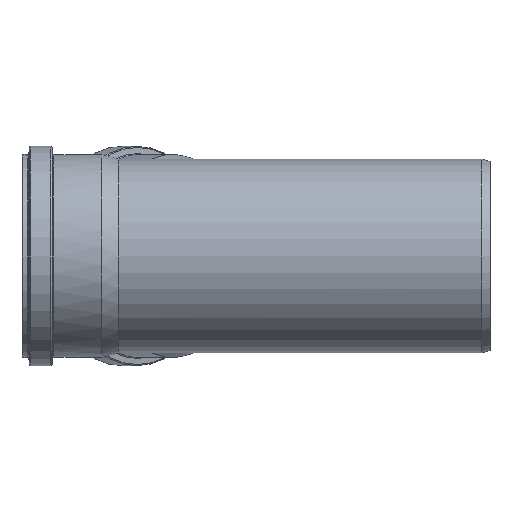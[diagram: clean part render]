
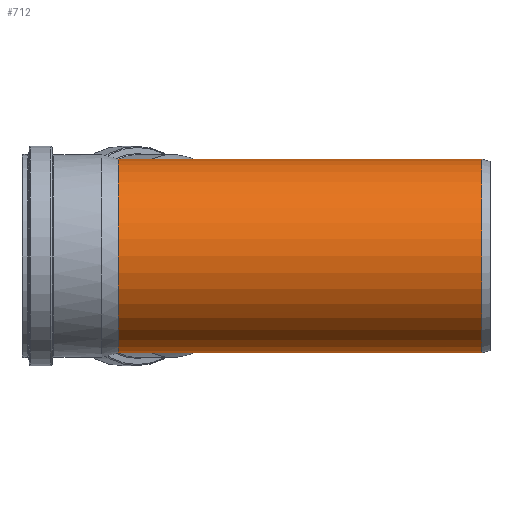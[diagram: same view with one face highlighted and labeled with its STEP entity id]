
A CAD part, left-side view. The second image highlights one B-rep face of the part: STEP entity #712.
In plain terms, the highlighted cylindrical face has radius 80.15 mm (diameter 160.3 mm), a full revolution.
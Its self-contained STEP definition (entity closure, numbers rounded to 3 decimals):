
#54=FACE_BOUND('',#262,.T.);
#109=CIRCLE('',#780,80.15);
#111=CIRCLE('',#783,80.15);
#163=CYLINDRICAL_SURFACE('',#782,80.15);
#181=ELLIPSE('',#769,87.074,80.15);
#183=ELLIPSE('',#771,213.911,80.15);
#184=ELLIPSE('',#772,213.911,80.15);
#198=FACE_OUTER_BOUND('',#261,.T.);
#261=EDGE_LOOP('',(#573));
#262=EDGE_LOOP('',(#574,#575,#576,#577,#578,#579));
#371=B_SPLINE_CURVE_WITH_KNOTS('',3,(#1207,#1208,#1209,#1210,#1211,#1212),
 .UNSPECIFIED.,.F.,.F.,(4,2,4),(0.,0.02,0.033),
 .UNSPECIFIED.);
#378=B_SPLINE_CURVE_WITH_KNOTS('',3,(#1467,#1468,#1469,#1470,#1471,#1472,
#1473,#1474),.UNSPECIFIED.,.F.,.F.,(4,2,2,4),(1.511,1.525,
1.544,1.564),.UNSPECIFIED.);
#387=VERTEX_POINT('',#1177);
#388=VERTEX_POINT('',#1206);
#392=VERTEX_POINT('',#1302);
#393=VERTEX_POINT('',#1303);
#394=VERTEX_POINT('',#1404);
#397=VERTEX_POINT('',#1462);
#403=VERTEX_POINT('',#1583);
#458=EDGE_CURVE('',#388,#387,#371,.T.);
#464=EDGE_CURVE('',#393,#392,#181,.T.);
#466=EDGE_CURVE('',#392,#387,#183,.T.);
#467=EDGE_CURVE('',#394,#393,#184,.T.);
#471=EDGE_CURVE('',#394,#397,#378,.T.);
#481=EDGE_CURVE('',#397,#388,#109,.T.);
#483=EDGE_CURVE('',#403,#403,#111,.T.);
#573=ORIENTED_EDGE('',*,*,#483,.F.);
#574=ORIENTED_EDGE('',*,*,#458,.T.);
#575=ORIENTED_EDGE('',*,*,#466,.F.);
#576=ORIENTED_EDGE('',*,*,#464,.F.);
#577=ORIENTED_EDGE('',*,*,#467,.F.);
#578=ORIENTED_EDGE('',*,*,#471,.T.);
#579=ORIENTED_EDGE('',*,*,#481,.T.);
#712=ADVANCED_FACE('',(#198,#54),#163,.T.);
#769=AXIS2_PLACEMENT_3D('',#1305,#893,#894);
#771=AXIS2_PLACEMENT_3D('',#1355,#897,#898);
#772=AXIS2_PLACEMENT_3D('',#1405,#899,#900);
#780=AXIS2_PLACEMENT_3D('',#1580,#915,#916);
#782=AXIS2_PLACEMENT_3D('',#1582,#919,#920);
#783=AXIS2_PLACEMENT_3D('',#1584,#921,#922);
#893=DIRECTION('center_axis',(0.391,0.92,0.));
#894=DIRECTION('ref_axis',(0.92,-0.391,0.));
#897=DIRECTION('center_axis',(0.927,-0.375,0.));
#898=DIRECTION('ref_axis',(0.375,0.927,0.));
#899=DIRECTION('center_axis',(0.927,-0.375,0.));
#900=DIRECTION('ref_axis',(0.375,0.927,0.));
#915=DIRECTION('center_axis',(0.,-1.,0.));
#916=DIRECTION('ref_axis',(1.,0.,0.));
#919=DIRECTION('center_axis',(0.,-1.,0.));
#920=DIRECTION('ref_axis',(1.,0.,0.));
#921=DIRECTION('center_axis',(0.,-1.,0.));
#922=DIRECTION('ref_axis',(1.,0.,0.));
#1177=CARTESIAN_POINT('',(75.226,-0.101,-27.662));
#1206=CARTESIAN_POINT('',(75.119,0.,-27.949));
#1207=CARTESIAN_POINT('Ctrl Pts',(75.119,0.,
-27.949));
#1208=CARTESIAN_POINT('Ctrl Pts',(75.143,0.,
-27.885));
#1209=CARTESIAN_POINT('Ctrl Pts',(75.166,-0.011,
-27.823));
#1210=CARTESIAN_POINT('Ctrl Pts',(75.201,-0.054,-27.727));
#1211=CARTESIAN_POINT('Ctrl Pts',(75.214,-0.075,
-27.693));
#1212=CARTESIAN_POINT('Ctrl Pts',(75.225,-0.101,-27.662));
#1302=CARTESIAN_POINT('',(0.,-186.243,-80.15));
#1303=CARTESIAN_POINT('',(0.,-186.243,80.15));
#1305=CARTESIAN_POINT('Origin',(0.,-186.243,0.));
#1355=CARTESIAN_POINT('Origin',(0.,-186.243,0.));
#1404=CARTESIAN_POINT('',(75.225,-0.101,27.662));
#1405=CARTESIAN_POINT('Origin',(0.,-186.243,0.));
#1462=CARTESIAN_POINT('',(75.119,0.,27.949));
#1467=CARTESIAN_POINT('Ctrl Pts',(75.225,-0.101,27.662));
#1468=CARTESIAN_POINT('Ctrl Pts',(75.218,-0.084,
27.683));
#1469=CARTESIAN_POINT('Ctrl Pts',(75.209,-0.068,27.705));
#1470=CARTESIAN_POINT('Ctrl Pts',(75.188,-0.037,
27.762));
#1471=CARTESIAN_POINT('Ctrl Pts',(75.176,-0.023,
27.797));
#1472=CARTESIAN_POINT('Ctrl Pts',(75.148,-0.004,
27.871));
#1473=CARTESIAN_POINT('Ctrl Pts',(75.134,0.,
27.91));
#1474=CARTESIAN_POINT('Ctrl Pts',(75.119,0.,
27.949));
#1580=CARTESIAN_POINT('Origin',(0.,0.,
0.));
#1582=CARTESIAN_POINT('Origin',(0.,-150.213,
0.));
#1583=CARTESIAN_POINT('',(80.15,-300.425,0.));
#1584=CARTESIAN_POINT('Origin',(0.,-300.425,
0.));
